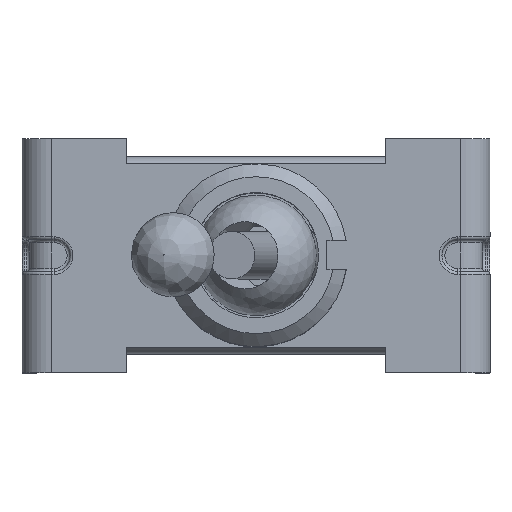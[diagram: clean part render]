
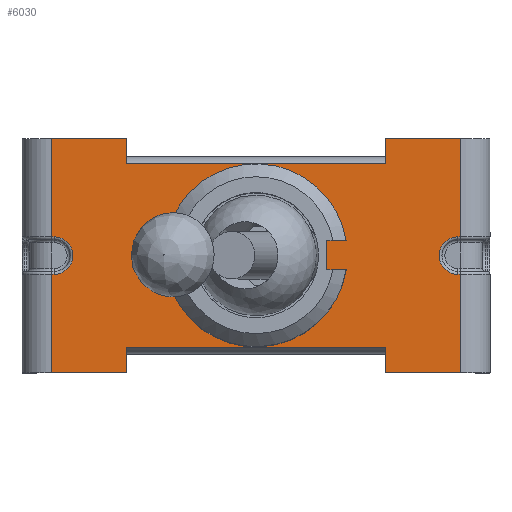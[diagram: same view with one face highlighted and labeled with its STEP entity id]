
A CAD part, top view. The second image highlights one B-rep face of the part: STEP entity #6030.
In plain terms, the highlighted planar face has unit normal (0, 0, 1).
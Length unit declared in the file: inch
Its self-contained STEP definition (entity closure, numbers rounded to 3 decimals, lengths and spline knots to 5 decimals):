
#202=FACE_BOUND('',#589,.T.);
#217=FACE_OUTER_BOUND('',#588,.T.);
#588=EDGE_LOOP('',(#4006,#4007,#4008,#4009,#4010,#4011,#4012,#4013,#4014,
#4015,#4016,#4017,#4018,#4019,#4020,#4021,#4022,#4023,#4024,#4025));
#589=EDGE_LOOP('',(#4026,#4027,#4028,#4029));
#973=CIRCLE('',#6429,0.02559);
#974=CIRCLE('',#6430,0.02559);
#975=CIRCLE('',#6431,0.125);
#1227=LINE('',#9021,#1879);
#1228=LINE('',#9023,#1880);
#1229=LINE('',#9025,#1881);
#1230=LINE('',#9027,#1882);
#1231=LINE('',#9029,#1883);
#1232=LINE('',#9031,#1884);
#1233=LINE('',#9033,#1885);
#1234=LINE('',#9035,#1886);
#1235=LINE('',#9037,#1887);
#1236=LINE('',#9041,#1888);
#1237=LINE('',#9043,#1889);
#1238=LINE('',#9045,#1890);
#1239=LINE('',#9047,#1891);
#1240=LINE('',#9049,#1892);
#1241=LINE('',#9051,#1893);
#1242=LINE('',#9053,#1894);
#1243=LINE('',#9055,#1895);
#1244=LINE('',#9057,#1896);
#1245=LINE('',#9061,#1897);
#1246=LINE('',#9063,#1898);
#1247=LINE('',#9065,#1899);
#1879=VECTOR('',#7088,0.3937);
#1880=VECTOR('',#7089,0.3937);
#1881=VECTOR('',#7090,0.3937);
#1882=VECTOR('',#7091,0.3937);
#1883=VECTOR('',#7092,0.3937);
#1884=VECTOR('',#7093,0.3937);
#1885=VECTOR('',#7094,0.3937);
#1886=VECTOR('',#7095,0.3937);
#1887=VECTOR('',#7096,0.3937);
#1888=VECTOR('',#7099,0.3937);
#1889=VECTOR('',#7100,0.3937);
#1890=VECTOR('',#7101,0.3937);
#1891=VECTOR('',#7102,0.3937);
#1892=VECTOR('',#7103,0.3937);
#1893=VECTOR('',#7104,0.3937);
#1894=VECTOR('',#7105,0.3937);
#1895=VECTOR('',#7106,0.3937);
#1896=VECTOR('',#7107,0.3937);
#1897=VECTOR('',#7110,0.3937);
#1898=VECTOR('',#7111,0.3937);
#1899=VECTOR('',#7112,0.3937);
#2533=VERTEX_POINT('',#9019);
#2534=VERTEX_POINT('',#9020);
#2535=VERTEX_POINT('',#9022);
#2536=VERTEX_POINT('',#9024);
#2537=VERTEX_POINT('',#9026);
#2538=VERTEX_POINT('',#9028);
#2539=VERTEX_POINT('',#9030);
#2540=VERTEX_POINT('',#9032);
#2541=VERTEX_POINT('',#9034);
#2542=VERTEX_POINT('',#9036);
#2543=VERTEX_POINT('',#9038);
#2544=VERTEX_POINT('',#9040);
#2545=VERTEX_POINT('',#9042);
#2546=VERTEX_POINT('',#9044);
#2547=VERTEX_POINT('',#9046);
#2548=VERTEX_POINT('',#9048);
#2549=VERTEX_POINT('',#9050);
#2550=VERTEX_POINT('',#9052);
#2551=VERTEX_POINT('',#9054);
#2552=VERTEX_POINT('',#9056);
#2553=VERTEX_POINT('',#9059);
#2554=VERTEX_POINT('',#9060);
#2555=VERTEX_POINT('',#9062);
#2556=VERTEX_POINT('',#9064);
#3091=EDGE_CURVE('',#2533,#2534,#1227,.T.);
#3092=EDGE_CURVE('',#2533,#2535,#1228,.T.);
#3093=EDGE_CURVE('',#2536,#2535,#1229,.T.);
#3094=EDGE_CURVE('',#2536,#2537,#1230,.T.);
#3095=EDGE_CURVE('',#2537,#2538,#1231,.T.);
#3096=EDGE_CURVE('',#2538,#2539,#1232,.T.);
#3097=EDGE_CURVE('',#2540,#2539,#1233,.T.);
#3098=EDGE_CURVE('',#2540,#2541,#1234,.T.);
#3099=EDGE_CURVE('',#2542,#2541,#1235,.T.);
#3100=EDGE_CURVE('',#2543,#2542,#973,.T.);
#3101=EDGE_CURVE('',#2544,#2543,#1236,.T.);
#3102=EDGE_CURVE('',#2544,#2545,#1237,.T.);
#3103=EDGE_CURVE('',#2546,#2545,#1238,.T.);
#3104=EDGE_CURVE('',#2546,#2547,#1239,.T.);
#3105=EDGE_CURVE('',#2547,#2548,#1240,.T.);
#3106=EDGE_CURVE('',#2548,#2549,#1241,.T.);
#3107=EDGE_CURVE('',#2550,#2549,#1242,.T.);
#3108=EDGE_CURVE('',#2550,#2551,#1243,.T.);
#3109=EDGE_CURVE('',#2552,#2551,#1244,.T.);
#3110=EDGE_CURVE('',#2534,#2552,#974,.T.);
#3111=EDGE_CURVE('',#2553,#2554,#1245,.T.);
#3112=EDGE_CURVE('',#2555,#2553,#1246,.T.);
#3113=EDGE_CURVE('',#2556,#2555,#1247,.T.);
#3114=EDGE_CURVE('',#2554,#2556,#975,.T.);
#4006=ORIENTED_EDGE('',*,*,#3091,.F.);
#4007=ORIENTED_EDGE('',*,*,#3092,.T.);
#4008=ORIENTED_EDGE('',*,*,#3093,.F.);
#4009=ORIENTED_EDGE('',*,*,#3094,.T.);
#4010=ORIENTED_EDGE('',*,*,#3095,.T.);
#4011=ORIENTED_EDGE('',*,*,#3096,.T.);
#4012=ORIENTED_EDGE('',*,*,#3097,.F.);
#4013=ORIENTED_EDGE('',*,*,#3098,.T.);
#4014=ORIENTED_EDGE('',*,*,#3099,.F.);
#4015=ORIENTED_EDGE('',*,*,#3100,.F.);
#4016=ORIENTED_EDGE('',*,*,#3101,.F.);
#4017=ORIENTED_EDGE('',*,*,#3102,.T.);
#4018=ORIENTED_EDGE('',*,*,#3103,.F.);
#4019=ORIENTED_EDGE('',*,*,#3104,.T.);
#4020=ORIENTED_EDGE('',*,*,#3105,.T.);
#4021=ORIENTED_EDGE('',*,*,#3106,.T.);
#4022=ORIENTED_EDGE('',*,*,#3107,.F.);
#4023=ORIENTED_EDGE('',*,*,#3108,.T.);
#4024=ORIENTED_EDGE('',*,*,#3109,.F.);
#4025=ORIENTED_EDGE('',*,*,#3110,.F.);
#4026=ORIENTED_EDGE('',*,*,#3111,.F.);
#4027=ORIENTED_EDGE('',*,*,#3112,.F.);
#4028=ORIENTED_EDGE('',*,*,#3113,.F.);
#4029=ORIENTED_EDGE('',*,*,#3114,.F.);
#5809=PLANE('',#6428);
#6030=ADVANCED_FACE('',(#217,#202),#5809,.T.);
#6428=AXIS2_PLACEMENT_3D('',#9018,#7086,#7087);
#6429=AXIS2_PLACEMENT_3D('',#9039,#7097,#7098);
#6430=AXIS2_PLACEMENT_3D('',#9058,#7108,#7109);
#6431=AXIS2_PLACEMENT_3D('',#9066,#7113,#7114);
#7086=DIRECTION('center_axis',(0.,0.,
1.));
#7087=DIRECTION('ref_axis',(1.,0.,0.));
#7088=DIRECTION('',(-1.,0.,0.));
#7089=DIRECTION('',(0.,1.,0.));
#7090=DIRECTION('',(1.,0.,0.));
#7091=DIRECTION('',(0.,-1.,0.));
#7092=DIRECTION('',(-1.,0.,0.));
#7093=DIRECTION('',(0.,1.,0.));
#7094=DIRECTION('',(1.,0.,0.));
#7095=DIRECTION('',(0.,-1.,0.));
#7096=DIRECTION('',(-1.,0.,0.));
#7097=DIRECTION('center_axis',(0.,0.,
1.));
#7098=DIRECTION('ref_axis',(1.,0.,0.));
#7099=DIRECTION('',(1.,0.,0.));
#7100=DIRECTION('',(0.,-1.,0.));
#7101=DIRECTION('',(-1.,0.,0.));
#7102=DIRECTION('',(0.,1.,0.));
#7103=DIRECTION('',(1.,0.,0.));
#7104=DIRECTION('',(0.,-1.,0.));
#7105=DIRECTION('',(-1.,0.,0.));
#7106=DIRECTION('',(0.,1.,0.));
#7107=DIRECTION('',(1.,0.,0.));
#7108=DIRECTION('center_axis',(0.,0.,
1.));
#7109=DIRECTION('ref_axis',(-1.,0.,0.));
#7110=DIRECTION('',(1.,0.,0.));
#7111=DIRECTION('',(0.,1.,0.));
#7112=DIRECTION('',(-1.,0.,0.));
#7113=DIRECTION('center_axis',(0.,0.,
1.));
#7114=DIRECTION('ref_axis',(0.987,0.161,0.));
#9018=CARTESIAN_POINT('Origin',(0.,0.,
0.37008));
#9019=CARTESIAN_POINT('',(0.27992,0.02559,0.37008));
#9020=CARTESIAN_POINT('',(0.27598,0.02559,0.37008));
#9021=CARTESIAN_POINT('',(0.16004,0.02559,0.37008));
#9022=CARTESIAN_POINT('',(0.27992,0.16004,0.37008));
#9023=CARTESIAN_POINT('',(0.27992,-0.08002,0.37008));
#9024=CARTESIAN_POINT('',(0.17717,0.16004,0.37008));
#9025=CARTESIAN_POINT('',(-0.32008,0.16004,0.37008));
#9026=CARTESIAN_POINT('',(0.17717,0.12539,0.37008));
#9027=CARTESIAN_POINT('',(0.17717,0.0627,0.37008));
#9028=CARTESIAN_POINT('',(-0.17717,0.12539,0.37008));
#9029=CARTESIAN_POINT('',(-0.08858,0.12539,0.37008));
#9030=CARTESIAN_POINT('',(-0.17717,0.16004,0.37008));
#9031=CARTESIAN_POINT('',(-0.17717,0.08002,0.37008));
#9032=CARTESIAN_POINT('',(-0.27992,0.16004,0.37008));
#9033=CARTESIAN_POINT('',(-0.32008,0.16004,0.37008));
#9034=CARTESIAN_POINT('',(-0.27992,0.02559,0.37008));
#9035=CARTESIAN_POINT('',(-0.27992,0.08002,0.37008));
#9036=CARTESIAN_POINT('',(-0.27598,0.02559,0.37008));
#9037=CARTESIAN_POINT('',(-0.16004,0.02559,0.37008));
#9038=CARTESIAN_POINT('',(-0.27598,-0.02559,0.37008));
#9039=CARTESIAN_POINT('Origin',(-0.27598,0.,
0.37008));
#9040=CARTESIAN_POINT('',(-0.27992,-0.02559,0.37008));
#9041=CARTESIAN_POINT('',(-0.16004,-0.02559,0.37008));
#9042=CARTESIAN_POINT('',(-0.27992,-0.16004,0.37008));
#9043=CARTESIAN_POINT('',(-0.27992,0.08002,0.37008));
#9044=CARTESIAN_POINT('',(-0.17717,-0.16004,0.37008));
#9045=CARTESIAN_POINT('',(0.32008,-0.16004,0.37008));
#9046=CARTESIAN_POINT('',(-0.17717,-0.12539,0.37008));
#9047=CARTESIAN_POINT('',(-0.17717,-0.0627,0.37008));
#9048=CARTESIAN_POINT('',(0.17717,-0.12539,0.37008));
#9049=CARTESIAN_POINT('',(0.08858,-0.12539,0.37008));
#9050=CARTESIAN_POINT('',(0.17717,-0.16004,0.37008));
#9051=CARTESIAN_POINT('',(0.17717,-0.08002,0.37008));
#9052=CARTESIAN_POINT('',(0.27992,-0.16004,0.37008));
#9053=CARTESIAN_POINT('',(0.32008,-0.16004,0.37008));
#9054=CARTESIAN_POINT('',(0.27992,-0.02559,0.37008));
#9055=CARTESIAN_POINT('',(0.27992,-0.08002,0.37008));
#9056=CARTESIAN_POINT('',(0.27598,-0.02559,0.37008));
#9057=CARTESIAN_POINT('',(0.16004,-0.02559,0.37008));
#9058=CARTESIAN_POINT('Origin',(0.27598,0.,
0.37008));
#9059=CARTESIAN_POINT('',(0.09705,0.02008,0.37008));
#9060=CARTESIAN_POINT('',(0.12338,0.02008,0.37008));
#9061=CARTESIAN_POINT('',(0.06169,0.02008,0.37008));
#9062=CARTESIAN_POINT('',(0.09705,-0.02008,0.37008));
#9063=CARTESIAN_POINT('',(0.09705,0.01004,0.37008));
#9064=CARTESIAN_POINT('',(0.12338,-0.02008,0.37008));
#9065=CARTESIAN_POINT('',(0.04852,-0.02008,0.37008));
#9066=CARTESIAN_POINT('Origin',(0.,0.,
0.37008));
